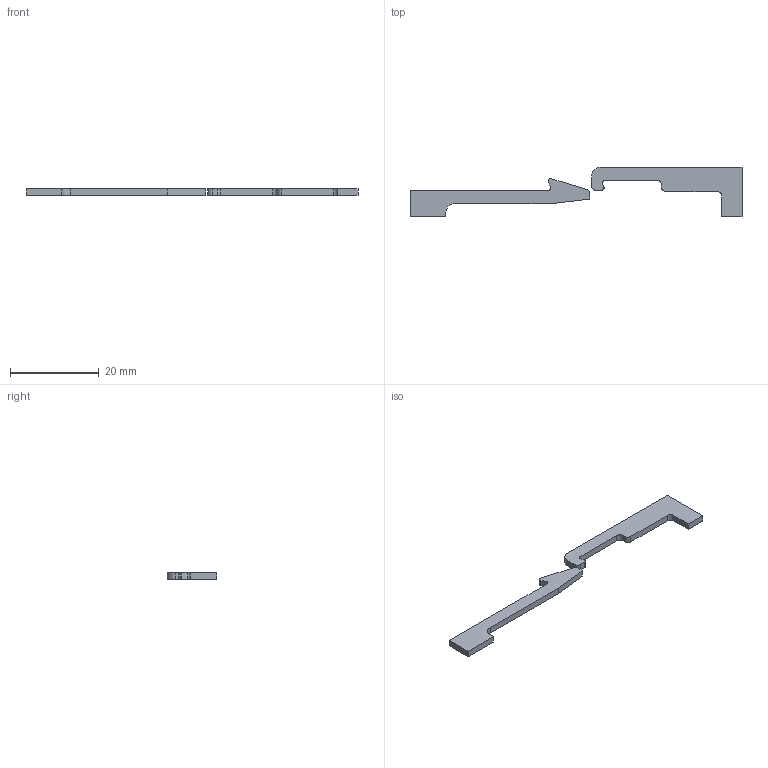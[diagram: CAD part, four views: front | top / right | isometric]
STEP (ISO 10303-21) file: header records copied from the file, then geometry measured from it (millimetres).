
FILE_DESCRIPTION (( 'STEP AP203' ), '1' );
FILE_NAME ('sfit.STEP', '2012-09-19T13:25:22', ( '' ), ( '' ), 'SwSTEP 2.0', 'SolidWorks 2011', '' );
FILE_SCHEMA (( 'CONFIG_CONTROL_DESIGN' ));
Length unit declared in the file: millimetre
Products named in the file (3): sfit; Part2^sf2; sf2_P1
Assembly tree (2 placements, depth 2):
  sfit
    Part2^sf2
    sf2_P1
Bounding box: 74.69 x 11.22 x 1.5 mm (x, y, z)
Volume: 498.3 mm3; surface area: 943.5 mm2
Topology: 2 solids, 2 shells, 36 faces, 96 edges, 64 vertices
Faces by surface type: plane 23, cylinder 13
Entity records: 1431 total; most frequent: DIRECTION 204, CARTESIAN_POINT 201, ORIENTED_EDGE 192, EDGE_CURVE 96, LINE 70, VECTOR 70, AXIS2_PLACEMENT_3D 67, VERTEX_POINT 64
